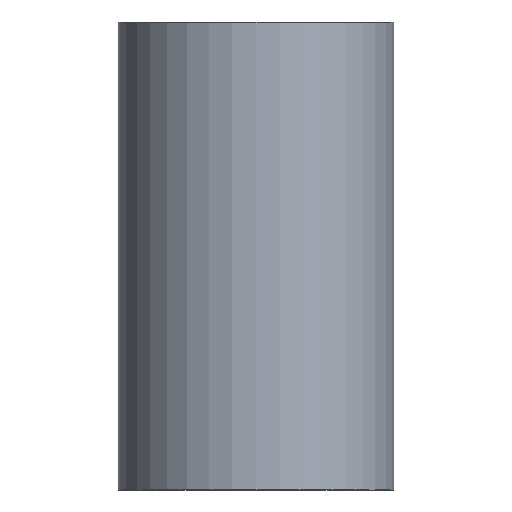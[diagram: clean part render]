
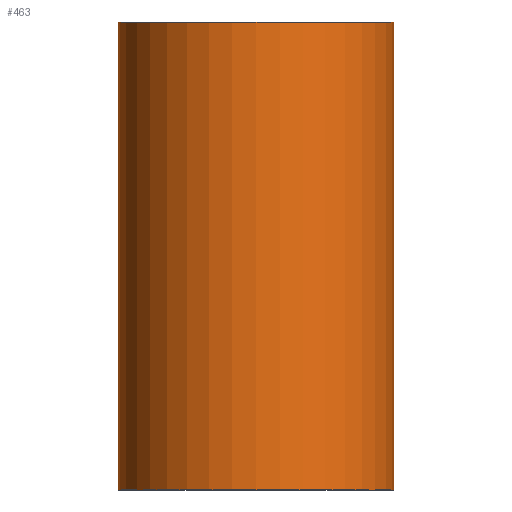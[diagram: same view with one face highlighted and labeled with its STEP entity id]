
A CAD part, front view. The second image highlights one B-rep face of the part: STEP entity #463.
In plain terms, the highlighted cylindrical face has radius 660 mm (diameter 1320 mm), a full revolution.
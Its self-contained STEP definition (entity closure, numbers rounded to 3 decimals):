
#10 = CARTESIAN_POINT ( 'NONE',  ( 660., 0., 0. ) ) ;
#93 = AXIS2_PLACEMENT_3D ( 'NONE', #1365, #380, #520 ) ;
#148 = CARTESIAN_POINT ( 'NONE',  ( 0., 0., 0. ) ) ;
#235 = ORIENTED_EDGE ( 'NONE', *, *, #1253, .T. ) ;
#250 = DIRECTION ( 'NONE',  ( 1., 0., 0. ) ) ;
#359 = AXIS2_PLACEMENT_3D ( 'NONE', #1235, #1247, #250 ) ;
#380 = DIRECTION ( 'NONE',  ( 0., 0., 1. ) ) ;
#398 = EDGE_CURVE ( 'NONE', #1478, #1478, #1439, .T. ) ;
#407 = FACE_OUTER_BOUND ( 'NONE', #640, .T. ) ;
#409 = DIRECTION ( 'NONE',  ( 0., 0., 1. ) ) ;
#433 = EDGE_LOOP ( 'NONE', ( #1477 ) ) ;
#463 = ADVANCED_FACE ( 'NONE', ( #407, #1215 ), #1350, .T. ) ;
#520 = DIRECTION ( 'NONE',  ( 1., 0., 0. ) ) ;
#615 = CARTESIAN_POINT ( 'NONE',  ( 660., 0., 2240. ) ) ;
#640 = EDGE_LOOP ( 'NONE', ( #235 ) ) ;
#686 = CIRCLE ( 'NONE', #843, 660. ) ;
#697 = VERTEX_POINT ( 'NONE', #10 ) ;
#775 = DIRECTION ( 'NONE',  ( 1., 0., 0. ) ) ;
#843 = AXIS2_PLACEMENT_3D ( 'NONE', #148, #409, #775 ) ;
#1215 = FACE_OUTER_BOUND ( 'NONE', #433, .T. ) ;
#1235 = CARTESIAN_POINT ( 'NONE',  ( 0., 0., 2240. ) ) ;
#1247 = DIRECTION ( 'NONE',  ( 0., 0., 1. ) ) ;
#1253 = EDGE_CURVE ( 'NONE', #697, #697, #686, .T. ) ;
#1350 = CYLINDRICAL_SURFACE ( 'NONE', #93, 660. ) ;
#1365 = CARTESIAN_POINT ( 'NONE',  ( 0., 0., 0. ) ) ;
#1439 = CIRCLE ( 'NONE', #359, 660. ) ;
#1477 = ORIENTED_EDGE ( 'NONE', *, *, #398, .F. ) ;
#1478 = VERTEX_POINT ( 'NONE', #615 ) ;
